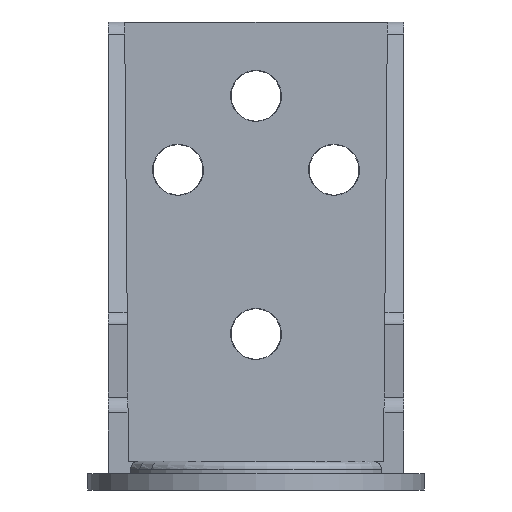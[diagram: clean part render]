
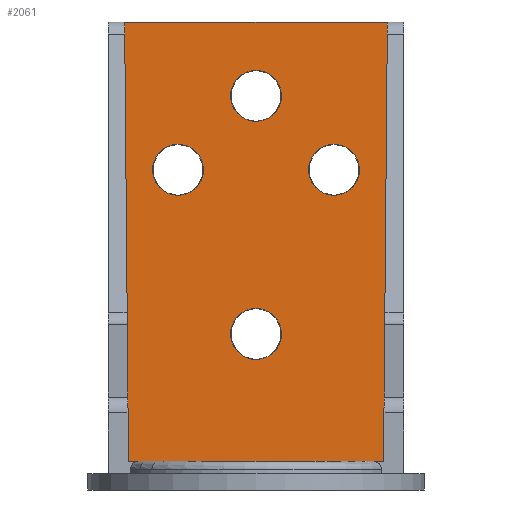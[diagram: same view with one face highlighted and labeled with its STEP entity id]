
A CAD part, front view. The second image highlights one B-rep face of the part: STEP entity #2061.
In plain terms, the highlighted planar face has unit normal (0, -1, 0.009).
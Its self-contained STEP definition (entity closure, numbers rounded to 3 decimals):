
#45=FACE_BOUND('',#360,.T.);
#46=FACE_BOUND('',#361,.T.);
#47=FACE_BOUND('',#362,.T.);
#48=FACE_BOUND('',#363,.T.);
#156=PLANE('',#2246);
#251=FACE_OUTER_BOUND('',#359,.T.);
#359=EDGE_LOOP('',(#1776,#1777,#1778,#1779));
#360=EDGE_LOOP('',(#1780));
#361=EDGE_LOOP('',(#1781));
#362=EDGE_LOOP('',(#1782));
#363=EDGE_LOOP('',(#1783));
#456=LINE('',#2811,#626);
#479=LINE('',#2873,#649);
#598=LINE('',#4424,#768);
#606=LINE('',#4468,#776);
#626=VECTOR('',#2290,10.);
#649=VECTOR('',#2343,10.);
#768=VECTOR('',#2712,10.);
#776=VECTOR('',#2726,10.);
#793=ELLIPSE('',#2137,3.1,3.1);
#794=ELLIPSE('',#2138,3.1,3.1);
#795=ELLIPSE('',#2139,3.1,3.1);
#796=ELLIPSE('',#2140,3.1,3.1);
#806=VERTEX_POINT('',#2808);
#807=VERTEX_POINT('',#2810);
#831=VERTEX_POINT('',#2872);
#853=VERTEX_POINT('',#3420);
#855=VERTEX_POINT('',#3689);
#857=VERTEX_POINT('',#3958);
#858=VERTEX_POINT('',#4009);
#976=VERTEX_POINT('',#4423);
#1004=EDGE_CURVE('',#807,#806,#456,.F.);
#1035=EDGE_CURVE('',#831,#807,#479,.T.);
#1068=EDGE_CURVE('',#853,#853,#793,.F.);
#1071=EDGE_CURVE('',#855,#855,#794,.F.);
#1074=EDGE_CURVE('',#857,#857,#795,.F.);
#1076=EDGE_CURVE('',#858,#858,#796,.F.);
#1250=EDGE_CURVE('',#976,#831,#598,.T.);
#1262=EDGE_CURVE('',#976,#806,#606,.T.);
#1776=ORIENTED_EDGE('',*,*,#1250,.T.);
#1777=ORIENTED_EDGE('',*,*,#1035,.T.);
#1778=ORIENTED_EDGE('',*,*,#1004,.T.);
#1779=ORIENTED_EDGE('',*,*,#1262,.F.);
#1780=ORIENTED_EDGE('',*,*,#1068,.T.);
#1781=ORIENTED_EDGE('',*,*,#1071,.T.);
#1782=ORIENTED_EDGE('',*,*,#1074,.T.);
#1783=ORIENTED_EDGE('',*,*,#1076,.T.);
#2061=ADVANCED_FACE('',(#251,#45,#46,#47,#48),#156,.T.);
#2137=AXIS2_PLACEMENT_3D('',#3422,#2402,#2403);
#2138=AXIS2_PLACEMENT_3D('',#3691,#2405,#2406);
#2139=AXIS2_PLACEMENT_3D('',#3960,#2408,#2409);
#2140=AXIS2_PLACEMENT_3D('',#4011,#2411,#2412);
#2246=AXIS2_PLACEMENT_3D('',#4472,#2730,#2731);
#2290=DIRECTION('',(-0.009,0.009,1.));
#2343=DIRECTION('',(-1.,0.,0.));
#2402=DIRECTION('center_axis',(0.,-1.,
0.009));
#2403=DIRECTION('ref_axis',(0.,-0.009,-1.));
#2405=DIRECTION('center_axis',(0.,-1.,
0.009));
#2406=DIRECTION('ref_axis',(0.,-0.009,-1.));
#2408=DIRECTION('center_axis',(0.,-1.,
0.009));
#2409=DIRECTION('ref_axis',(0.,-0.009,-1.));
#2411=DIRECTION('center_axis',(0.,-1.,
0.009));
#2412=DIRECTION('ref_axis',(0.,-0.009,-1.));
#2712=DIRECTION('',(0.009,0.009,1.));
#2726=DIRECTION('',(-1.,0.,0.));
#2730=DIRECTION('center_axis',(0.,-1.,
0.009));
#2731=DIRECTION('ref_axis',(0.,-0.009,
-1.));
#2808=CARTESIAN_POINT('',(-14.898,21.63,-32.859));
#2810=CARTESIAN_POINT('',(-15.378,22.11,22.141));
#2811=CARTESIAN_POINT('',(-14.971,21.703,-24.513));
#2872=CARTESIAN_POINT('',(16.622,22.11,22.141));
#2873=CARTESIAN_POINT('',(18.622,22.11,22.141));
#3420=CARTESIAN_POINT('',(0.622,21.806,-12.759));
#3422=CARTESIAN_POINT('Origin',(0.622,21.779,-15.859));
#3689=CARTESIAN_POINT('',(-8.878,21.98,7.241));
#3691=CARTESIAN_POINT('Origin',(-8.878,21.953,4.141));
#3958=CARTESIAN_POINT('',(10.122,21.98,7.241));
#3960=CARTESIAN_POINT('Origin',(10.122,21.953,4.141));
#4009=CARTESIAN_POINT('',(0.622,22.059,16.241));
#4011=CARTESIAN_POINT('Origin',(0.622,22.032,13.141));
#4423=CARTESIAN_POINT('',(16.142,21.63,-32.859));
#4424=CARTESIAN_POINT('',(16.216,21.705,-24.355));
#4468=CARTESIAN_POINT('',(9.622,21.63,-32.859));
#4472=CARTESIAN_POINT('Origin',(18.622,21.613,-34.857));
